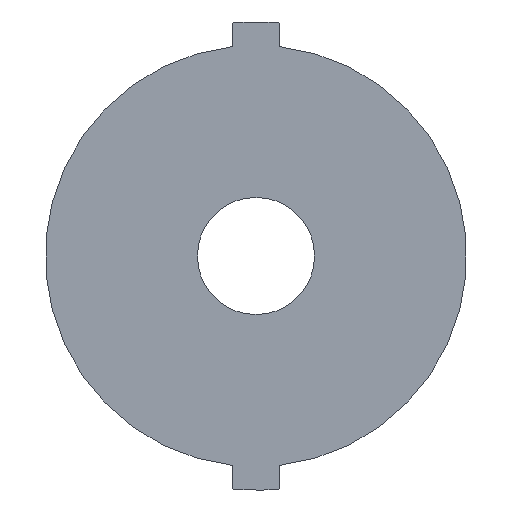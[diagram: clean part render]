
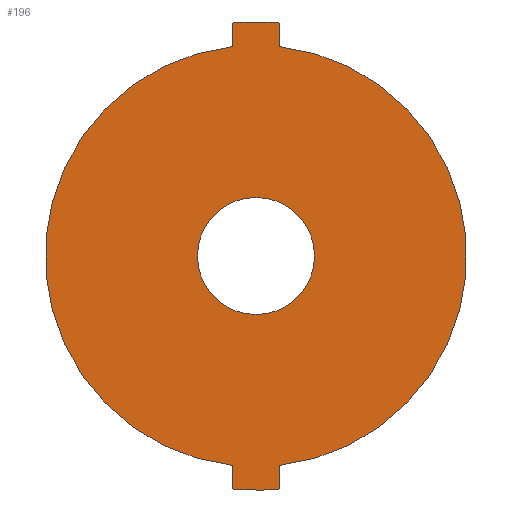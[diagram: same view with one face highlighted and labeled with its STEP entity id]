
A CAD part, left-side view. The second image highlights one B-rep face of the part: STEP entity #196.
In plain terms, the highlighted planar face has unit normal (-1, 0, 0).
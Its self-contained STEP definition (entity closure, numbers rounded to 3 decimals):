
#21=FACE_BOUND('',#36,.T.);
#23=FACE_OUTER_BOUND('',#35,.T.);
#35=EDGE_LOOP('',(#144,#145,#146,#147,#148,#149,#150,#151));
#36=EDGE_LOOP('',(#152));
#50=LINE('',#327,#67);
#51=LINE('',#331,#68);
#52=LINE('',#335,#69);
#53=LINE('',#338,#70);
#67=VECTOR('',#263,10.);
#68=VECTOR('',#266,10.);
#69=VECTOR('',#269,10.);
#70=VECTOR('',#272,10.);
#85=CIRCLE('',#227,45.);
#86=CIRCLE('',#228,50.);
#87=CIRCLE('',#229,45.);
#88=CIRCLE('',#230,50.);
#89=CIRCLE('',#231,12.5);
#99=VERTEX_POINT('',#323);
#100=VERTEX_POINT('',#324);
#101=VERTEX_POINT('',#326);
#102=VERTEX_POINT('',#328);
#103=VERTEX_POINT('',#330);
#104=VERTEX_POINT('',#332);
#105=VERTEX_POINT('',#334);
#106=VERTEX_POINT('',#336);
#107=VERTEX_POINT('',#339);
#117=EDGE_CURVE('',#99,#100,#85,.T.);
#118=EDGE_CURVE('',#100,#101,#50,.T.);
#119=EDGE_CURVE('',#101,#102,#86,.T.);
#120=EDGE_CURVE('',#102,#103,#51,.T.);
#121=EDGE_CURVE('',#103,#104,#87,.T.);
#122=EDGE_CURVE('',#104,#105,#52,.T.);
#123=EDGE_CURVE('',#105,#106,#88,.T.);
#124=EDGE_CURVE('',#106,#99,#53,.T.);
#125=EDGE_CURVE('',#107,#107,#89,.T.);
#144=ORIENTED_EDGE('',*,*,#117,.T.);
#145=ORIENTED_EDGE('',*,*,#118,.T.);
#146=ORIENTED_EDGE('',*,*,#119,.T.);
#147=ORIENTED_EDGE('',*,*,#120,.T.);
#148=ORIENTED_EDGE('',*,*,#121,.T.);
#149=ORIENTED_EDGE('',*,*,#122,.T.);
#150=ORIENTED_EDGE('',*,*,#123,.T.);
#151=ORIENTED_EDGE('',*,*,#124,.T.);
#152=ORIENTED_EDGE('',*,*,#125,.T.);
#190=PLANE('',#226);
#196=ADVANCED_FACE('',(#23,#21),#190,.F.);
#226=AXIS2_PLACEMENT_3D('',#322,#259,#260);
#227=AXIS2_PLACEMENT_3D('',#325,#261,#262);
#228=AXIS2_PLACEMENT_3D('',#329,#264,#265);
#229=AXIS2_PLACEMENT_3D('',#333,#267,#268);
#230=AXIS2_PLACEMENT_3D('',#337,#270,#271);
#231=AXIS2_PLACEMENT_3D('',#340,#273,#274);
#259=DIRECTION('center_axis',(1.,0.,0.));
#260=DIRECTION('ref_axis',(0.,1.,0.));
#261=DIRECTION('center_axis',(-1.,0.,0.));
#262=DIRECTION('ref_axis',(0.,1.,0.));
#263=DIRECTION('',(0.,0.,-1.));
#264=DIRECTION('center_axis',(-1.,0.,0.));
#265=DIRECTION('ref_axis',(0.,-0.1,-0.995));
#266=DIRECTION('',(0.,0.,1.));
#267=DIRECTION('center_axis',(-1.,0.,0.));
#268=DIRECTION('ref_axis',(0.,1.,0.));
#269=DIRECTION('',(0.,0.,1.));
#270=DIRECTION('center_axis',(-1.,0.,0.));
#271=DIRECTION('ref_axis',(0.,0.1,0.995));
#272=DIRECTION('',(0.,0.,-1.));
#273=DIRECTION('center_axis',(1.,0.,0.));
#274=DIRECTION('ref_axis',(0.,1.,0.));
#322=CARTESIAN_POINT('Origin',(-85.,0.,0.));
#323=CARTESIAN_POINT('',(-85.,5.,44.721));
#324=CARTESIAN_POINT('',(-85.,5.,-44.721));
#325=CARTESIAN_POINT('Origin',(-85.,0.,0.));
#326=CARTESIAN_POINT('',(-85.,5.,-49.749));
#327=CARTESIAN_POINT('',(-85.,5.,-49.749));
#328=CARTESIAN_POINT('',(-85.,-5.,-49.749));
#329=CARTESIAN_POINT('Origin',(-85.,0.,0.));
#330=CARTESIAN_POINT('',(-85.,-5.,-44.721));
#331=CARTESIAN_POINT('',(-85.,-5.,-49.749));
#332=CARTESIAN_POINT('',(-85.,-5.,44.721));
#333=CARTESIAN_POINT('Origin',(-85.,0.,0.));
#334=CARTESIAN_POINT('',(-85.,-5.,49.749));
#335=CARTESIAN_POINT('',(-85.,-5.,49.749));
#336=CARTESIAN_POINT('',(-85.,5.,49.749));
#337=CARTESIAN_POINT('Origin',(-85.,0.,0.));
#338=CARTESIAN_POINT('',(-85.,5.,49.749));
#339=CARTESIAN_POINT('',(-85.,-12.5,0.));
#340=CARTESIAN_POINT('Origin',(-85.,0.,0.));
